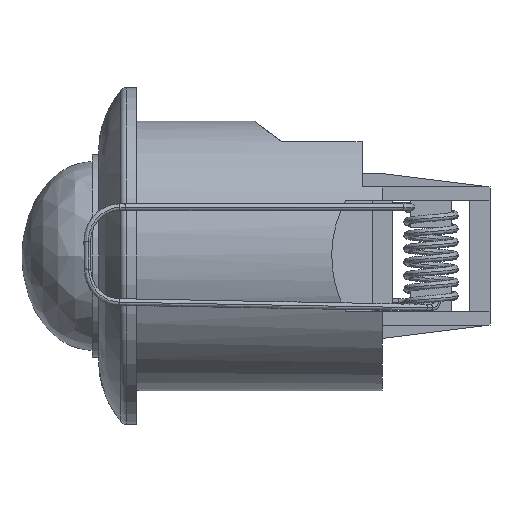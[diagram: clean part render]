
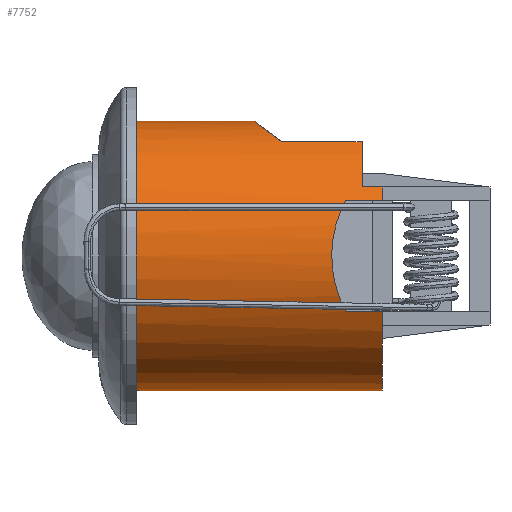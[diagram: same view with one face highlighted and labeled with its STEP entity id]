
A CAD part, left-side view. The second image highlights one B-rep face of the part: STEP entity #7752.
In plain terms, the highlighted cylindrical face has radius 20 mm (diameter 40 mm), a partial arc.
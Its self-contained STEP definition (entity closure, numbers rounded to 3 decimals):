
#19 = ORIENTED_EDGE ( 'NONE', *, *, #2084, .T. ) ;
#146 = VERTEX_POINT ( 'NONE', #2263 ) ;
#709 = ORIENTED_EDGE ( 'NONE', *, *, #7753, .F. ) ;
#856 = CARTESIAN_POINT ( 'NONE',  ( -7.351, 17.632, 18.974 ) ) ;
#869 = VECTOR ( 'NONE', #10258, 1000. ) ;
#908 = DIRECTION ( 'NONE',  ( 0., -1., 0. ) ) ;
#988 = VERTEX_POINT ( 'NONE', #2573 ) ;
#1202 = CARTESIAN_POINT ( 'NONE',  ( 0., 19., 20. ) ) ;
#1422 = CARTESIAN_POINT ( 'NONE',  ( -17.174, 36.5, 10.25 ) ) ;
#1427 = CARTESIAN_POINT ( 'NONE',  ( 0., 0., 0. ) ) ;
#1591 = ORIENTED_EDGE ( 'NONE', *, *, #2584, .T. ) ;
#1639 = CARTESIAN_POINT ( 'NONE',  ( -18.219, 5.445, -8.25 ) ) ;
#1718 = DIRECTION ( 'NONE',  ( 0., -1., 0. ) ) ;
#1862 = CARTESIAN_POINT ( 'NONE',  ( -10.536, 15., 17. ) ) ;
#1875 = LINE ( 'NONE', #1422, #6747 ) ;
#2061 = CIRCLE ( 'NONE', #6798, 20. ) ;
#2084 = EDGE_CURVE ( 'NONE', #2111, #12731, #2280, .T. ) ;
#2111 = VERTEX_POINT ( 'NONE', #3435 ) ;
#2263 = CARTESIAN_POINT ( 'NONE',  ( 0., 0., -20. ) ) ;
#2280 = CIRCLE ( 'NONE', #11287, 20. ) ;
#2290 = CARTESIAN_POINT ( 'NONE',  ( 0., 36.5, -20. ) ) ;
#2458 = AXIS2_PLACEMENT_3D ( 'NONE', #7042, #13004, #12909 ) ;
#2573 = CARTESIAN_POINT ( 'NONE',  ( 0., 36.5, -20. ) ) ;
#2580 = LINE ( 'NONE', #2290, #4495 ) ;
#2584 = EDGE_CURVE ( 'NONE', #988, #146, #2580, .T. ) ;
#3160 = LINE ( 'NONE', #9954, #3477 ) ;
#3166 = ORIENTED_EDGE ( 'NONE', *, *, #5152, .T. ) ;
#3198 = ORIENTED_EDGE ( 'NONE', *, *, #6835, .F. ) ;
#3311 = ORIENTED_EDGE ( 'NONE', *, *, #7518, .T. ) ;
#3393 = CARTESIAN_POINT ( 'NONE',  ( 0., 0., 0. ) ) ;
#3435 = CARTESIAN_POINT ( 'NONE',  ( -18.219, 0., 8.25 ) ) ;
#3477 = VECTOR ( 'NONE', #4034, 1000. ) ;
#3534 = VERTEX_POINT ( 'NONE', #3652 ) ;
#3634 = CARTESIAN_POINT ( 'NONE',  ( 0., 36.5, 0. ) ) ;
#3652 = CARTESIAN_POINT ( 'NONE',  ( -18.219, 5.445, 8.25 ) ) ;
#3708 = CARTESIAN_POINT ( 'NONE',  ( 0., 3., 0. ) ) ;
#3799 = EDGE_CURVE ( 'NONE', #5320, #11309, #5241, .T. ) ;
#3874 = ORIENTED_EDGE ( 'NONE', *, *, #12881, .F. ) ;
#4006 = CIRCLE ( 'NONE', #8043, 20. ) ;
#4034 = DIRECTION ( 'NONE',  ( 0., -1., 0. ) ) ;
#4038 = CARTESIAN_POINT ( 'NONE',  ( -20.631, 8.228, 2.924 ) ) ;
#4229 = EDGE_CURVE ( 'NONE', #7489, #11096, #4006, .T. ) ;
#4388 = ORIENTED_EDGE ( 'NONE', *, *, #6276, .T. ) ;
#4495 = VECTOR ( 'NONE', #6416, 1000. ) ;
#4522 =( BOUNDED_CURVE ( )  B_SPLINE_CURVE ( 3, ( #1639, #4728, #4038, #11984 ),
 .UNSPECIFIED., .F., .F. ) 
 B_SPLINE_CURVE_WITH_KNOTS ( ( 4, 4 ),
 ( 2.716, 3.567 ),
 .UNSPECIFIED. ) 
 CURVE ( )  GEOMETRIC_REPRESENTATION_ITEM ( )  RATIONAL_B_SPLINE_CURVE ( ( 1., 0.941, 0.941, 1. ) ) 
 REPRESENTATION_ITEM ( '' )  );
#4699 = ORIENTED_EDGE ( 'NONE', *, *, #11498, .T. ) ;
#4720 = CARTESIAN_POINT ( 'NONE',  ( -18.219, 36.5, -8.25 ) ) ;
#4728 = CARTESIAN_POINT ( 'NONE',  ( -20.631, 8.228, -2.924 ) ) ;
#4838 = CARTESIAN_POINT ( 'NONE',  ( -10.536, 15., 17. ) ) ;
#5152 = EDGE_CURVE ( 'NONE', #12098, #3534, #4522, .T. ) ;
#5241 =( BOUNDED_CURVE ( )  B_SPLINE_CURVE ( 3, ( #5872, #12880, #856, #1862 ),
 .UNSPECIFIED., .F., .F. ) 
 B_SPLINE_CURVE_WITH_KNOTS ( ( 4, 4 ),
 ( 3.142, 3.696 ),
 .UNSPECIFIED. ) 
 CURVE ( )  GEOMETRIC_REPRESENTATION_ITEM ( )  RATIONAL_B_SPLINE_CURVE ( ( 1., 0.975, 0.975, 1. ) ) 
 REPRESENTATION_ITEM ( '' )  );
#5320 = VERTEX_POINT ( 'NONE', #1202 ) ;
#5812 = CARTESIAN_POINT ( 'NONE',  ( -17.174, 3., 10.25 ) ) ;
#5872 = CARTESIAN_POINT ( 'NONE',  ( 0., 19., 20. ) ) ;
#6276 = EDGE_CURVE ( 'NONE', #146, #12100, #2061, .T. ) ;
#6347 = DIRECTION ( 'NONE',  ( 0., 0., 1. ) ) ;
#6369 = VECTOR ( 'NONE', #908, 1000. ) ;
#6416 = DIRECTION ( 'NONE',  ( 0., -1., 0. ) ) ;
#6731 = DIRECTION ( 'NONE',  ( 0., 0., -1. ) ) ;
#6747 = VECTOR ( 'NONE', #9476, 1000. ) ;
#6798 = AXIS2_PLACEMENT_3D ( 'NONE', #1427, #9393, #6347 ) ;
#6835 = EDGE_CURVE ( 'NONE', #11309, #7489, #3160, .T. ) ;
#7042 = CARTESIAN_POINT ( 'NONE',  ( 0., 36.5, 0. ) ) ;
#7489 = VERTEX_POINT ( 'NONE', #8311 ) ;
#7518 = EDGE_CURVE ( 'NONE', #12731, #11096, #1875, .T. ) ;
#7606 = DIRECTION ( 'NONE',  ( 0., -1., 0. ) ) ;
#7752 = ADVANCED_FACE ( 'NONE', ( #12858 ), #8154, .T. ) ;
#7753 = EDGE_CURVE ( 'NONE', #12098, #12100, #9848, .T. ) ;
#7912 = CIRCLE ( 'NONE', #2458, 20. ) ;
#8043 = AXIS2_PLACEMENT_3D ( 'NONE', #3708, #10672, #10624 ) ;
#8150 = CARTESIAN_POINT ( 'NONE',  ( -18.219, 5.445, -8.25 ) ) ;
#8154 = CYLINDRICAL_SURFACE ( 'NONE', #12442, 20. ) ;
#8311 = CARTESIAN_POINT ( 'NONE',  ( -10.536, 3., 17. ) ) ;
#8329 = DIRECTION ( 'NONE',  ( 0., 0., 1. ) ) ;
#8598 = ORIENTED_EDGE ( 'NONE', *, *, #3799, .F. ) ;
#8736 = CARTESIAN_POINT ( 'NONE',  ( -17.174, 0., 10.25 ) ) ;
#8865 = LINE ( 'NONE', #9199, #869 ) ;
#8897 = EDGE_LOOP ( 'NONE', ( #10208, #3874, #1591, #4388, #709, #3166, #4699, #19, #3311, #9401, #3198, #8598 ) ) ;
#9057 = CARTESIAN_POINT ( 'NONE',  ( -18.219, 0., -8.25 ) ) ;
#9199 = CARTESIAN_POINT ( 'NONE',  ( -18.219, 36.5, 8.25 ) ) ;
#9279 = DIRECTION ( 'NONE',  ( 0., 1., 0. ) ) ;
#9393 = DIRECTION ( 'NONE',  ( 0., 1., 0. ) ) ;
#9401 = ORIENTED_EDGE ( 'NONE', *, *, #4229, .F. ) ;
#9476 = DIRECTION ( 'NONE',  ( 0., 1., 0. ) ) ;
#9848 = LINE ( 'NONE', #4720, #11901 ) ;
#9954 = CARTESIAN_POINT ( 'NONE',  ( -10.536, 36.5, 17. ) ) ;
#10197 = VERTEX_POINT ( 'NONE', #12010 ) ;
#10208 = ORIENTED_EDGE ( 'NONE', *, *, #11909, .F. ) ;
#10258 = DIRECTION ( 'NONE',  ( 0., -1., 0. ) ) ;
#10624 = DIRECTION ( 'NONE',  ( 0., 0., -1. ) ) ;
#10672 = DIRECTION ( 'NONE',  ( 0., -1., 0. ) ) ;
#11096 = VERTEX_POINT ( 'NONE', #5812 ) ;
#11287 = AXIS2_PLACEMENT_3D ( 'NONE', #3393, #9279, #8329 ) ;
#11309 = VERTEX_POINT ( 'NONE', #4838 ) ;
#11498 = EDGE_CURVE ( 'NONE', #3534, #2111, #8865, .T. ) ;
#11824 = CARTESIAN_POINT ( 'NONE',  ( 0., 36.5, 20. ) ) ;
#11901 = VECTOR ( 'NONE', #1718, 1000. ) ;
#11909 = EDGE_CURVE ( 'NONE', #10197, #5320, #12483, .T. ) ;
#11984 = CARTESIAN_POINT ( 'NONE',  ( -18.219, 5.445, 8.25 ) ) ;
#12010 = CARTESIAN_POINT ( 'NONE',  ( 0., 36.5, 20. ) ) ;
#12098 = VERTEX_POINT ( 'NONE', #8150 ) ;
#12100 = VERTEX_POINT ( 'NONE', #9057 ) ;
#12442 = AXIS2_PLACEMENT_3D ( 'NONE', #3634, #7606, #6731 ) ;
#12483 = LINE ( 'NONE', #11824, #6369 ) ;
#12731 = VERTEX_POINT ( 'NONE', #8736 ) ;
#12858 = FACE_OUTER_BOUND ( 'NONE', #8897, .T. ) ;
#12880 = CARTESIAN_POINT ( 'NONE',  ( -3.747, 19., 20. ) ) ;
#12881 = EDGE_CURVE ( 'NONE', #988, #10197, #7912, .T. ) ;
#12909 = DIRECTION ( 'NONE',  ( 0., 0., 1. ) ) ;
#13004 = DIRECTION ( 'NONE',  ( 0., 1., 0. ) ) ;
